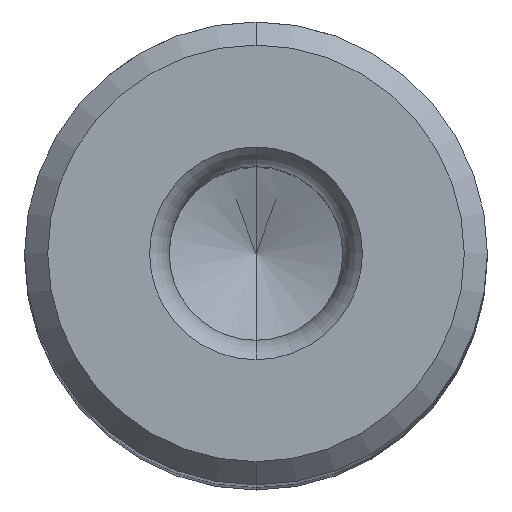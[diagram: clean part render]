
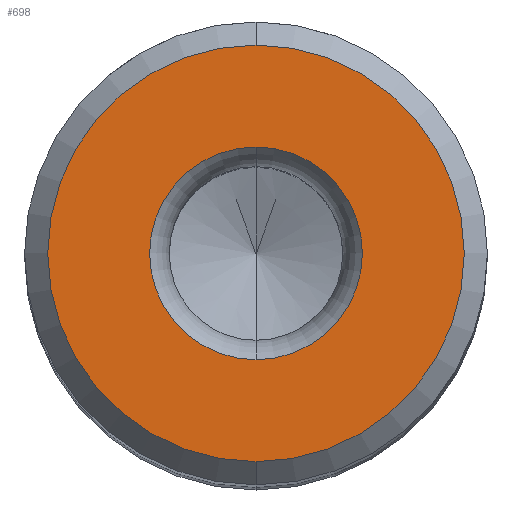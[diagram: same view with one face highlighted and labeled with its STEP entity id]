
A CAD part, top view. The second image highlights one B-rep face of the part: STEP entity #698.
In plain terms, the highlighted face is planar.
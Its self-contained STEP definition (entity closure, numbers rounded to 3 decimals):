
#105=CARTESIAN_POINT('',(0.,0.,0.));
#106=DIRECTION('',(0.,0.,-1.));
#107=DIRECTION('',(0.,1.,0.));
#108=AXIS2_PLACEMENT_3D('',#105,#106,#107);
#113=CARTESIAN_POINT('',(0.,0.,0.));
#114=DIRECTION('',(0.,0.,-1.));
#115=DIRECTION('',(0.,-1.,0.));
#116=AXIS2_PLACEMENT_3D('',#113,#114,#115);
#135=CARTESIAN_POINT('',(0.,0.,0.));
#136=DIRECTION('',(0.,0.,1.));
#137=DIRECTION('',(0.,1.,0.));
#138=AXIS2_PLACEMENT_3D('',#135,#136,#137);
#143=CARTESIAN_POINT('',(0.,0.,0.));
#144=DIRECTION('',(0.,0.,-1.));
#145=DIRECTION('',(0.,1.,0.));
#146=AXIS2_PLACEMENT_3D('',#143,#144,#145);
#620=CARTESIAN_POINT('',(0.,7.2,0.));
#622=VERTEX_POINT('',#620);
#624=CARTESIAN_POINT('',(0.,-7.2,0.));
#625=VERTEX_POINT('',#624);
#649=CARTESIAN_POINT('',(0.,3.677,0.));
#650=CARTESIAN_POINT('',(0.,-3.677,0.));
#651=VERTEX_POINT('',#649);
#652=VERTEX_POINT('',#650);
#681=CARTESIAN_POINT('',(0.,0.,0.));
#682=DIRECTION('',(0.,0.,-1.));
#683=DIRECTION('',(0.,-1.,0.));
#684=AXIS2_PLACEMENT_3D('',#681,#682,#683);
#685=PLANE('',#684);
#687=ORIENTED_EDGE('',*,*,#686,.T.);
#689=ORIENTED_EDGE('',*,*,#688,.F.);
#690=EDGE_LOOP('',(#687,#689));
#691=FACE_OUTER_BOUND('',#690,.F.);
#693=ORIENTED_EDGE('',*,*,#692,.T.);
#695=ORIENTED_EDGE('',*,*,#694,.T.);
#696=EDGE_LOOP('',(#693,#695));
#697=FACE_BOUND('',#696,.F.);
#109=CIRCLE('',#108,3.677);
#117=CIRCLE('',#116,3.677);
#139=CIRCLE('',#138,7.2);
#147=CIRCLE('',#146,7.2);
#686=EDGE_CURVE('',#622,#625,#139,.T.);
#688=EDGE_CURVE('',#622,#625,#147,.T.);
#692=EDGE_CURVE('',#651,#652,#109,.T.);
#694=EDGE_CURVE('',#652,#651,#117,.T.);
#698=ADVANCED_FACE('',(#691,#697),#685,.T.);
